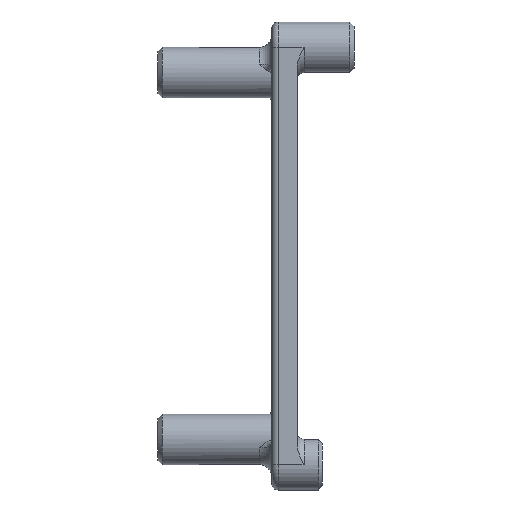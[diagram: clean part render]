
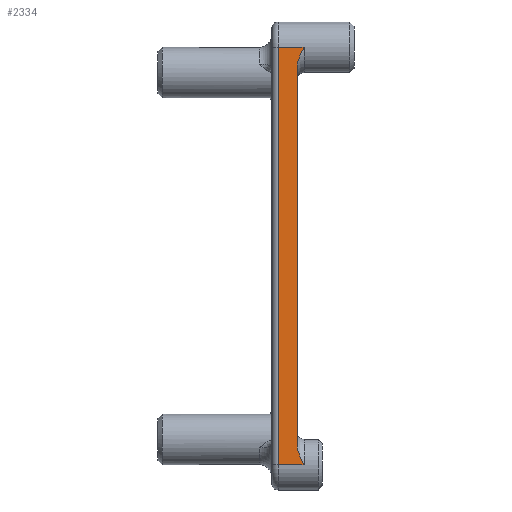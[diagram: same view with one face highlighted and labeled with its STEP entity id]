
A CAD part, left-side view. The second image highlights one B-rep face of the part: STEP entity #2334.
In plain terms, the highlighted planar face has unit normal (-1, 0, 0).
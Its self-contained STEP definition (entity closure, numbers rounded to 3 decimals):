
#118=PLANE('',#2670);
#148=B_SPLINE_CURVE_WITH_KNOTS('',3,(#4404,#4405,#4406,#4407),
 .UNSPECIFIED.,.F.,.F.,(4,4),(0.,0.322),.UNSPECIFIED.);
#149=B_SPLINE_CURVE_WITH_KNOTS('',3,(#4411,#4412,#4413,#4414),
 .UNSPECIFIED.,.F.,.F.,(4,4),(0.724,1.046),
 .UNSPECIFIED.);
#356=FACE_OUTER_BOUND('',#528,.T.);
#528=EDGE_LOOP('',(#2175,#2176,#2177,#2178,#2179,#2180));
#548=LINE('',#3626,#672);
#550=LINE('',#3640,#674);
#607=LINE('',#4447,#731);
#636=LINE('',#4591,#760);
#672=VECTOR('',#2770,10.);
#674=VECTOR('',#2786,10.);
#731=VECTOR('',#3133,10.);
#760=VECTOR('',#3326,10.);
#1003=VERTEX_POINT('',#3622);
#1004=VERTEX_POINT('',#3625);
#1008=VERTEX_POINT('',#3638);
#1009=VERTEX_POINT('',#3639);
#1108=VERTEX_POINT('',#4403);
#1109=VERTEX_POINT('',#4410);
#1213=EDGE_CURVE('',#1003,#1004,#548,.T.);
#1219=EDGE_CURVE('',#1008,#1009,#550,.T.);
#1374=EDGE_CURVE('',#1008,#1108,#148,.T.);
#1376=EDGE_CURVE('',#1109,#1003,#149,.T.);
#1393=EDGE_CURVE('',#1108,#1109,#607,.T.);
#1468=EDGE_CURVE('',#1004,#1009,#636,.T.);
#2175=ORIENTED_EDGE('',*,*,#1468,.F.);
#2176=ORIENTED_EDGE('',*,*,#1213,.F.);
#2177=ORIENTED_EDGE('',*,*,#1376,.F.);
#2178=ORIENTED_EDGE('',*,*,#1393,.F.);
#2179=ORIENTED_EDGE('',*,*,#1374,.F.);
#2180=ORIENTED_EDGE('',*,*,#1219,.T.);
#2334=ADVANCED_FACE('',(#356),#118,.T.);
#2670=AXIS2_PLACEMENT_3D('',#4667,#3439,#3440);
#2770=DIRECTION('',(0.,1.,0.));
#2786=DIRECTION('',(0.,1.,0.));
#3133=DIRECTION('',(0.,0.,-1.));
#3326=DIRECTION('',(0.,0.,1.));
#3439=DIRECTION('center_axis',(-1.,0.,0.));
#3440=DIRECTION('ref_axis',(0.,0.,1.));
#3622=CARTESIAN_POINT('',(0.,-1.1,4.));
#3625=CARTESIAN_POINT('',(0.,3.,4.));
#3626=CARTESIAN_POINT('',(0.,0.,4.));
#3638=CARTESIAN_POINT('',(0.,-1.1,70.));
#3639=CARTESIAN_POINT('',(0.,3.,70.));
#3640=CARTESIAN_POINT('',(0.,0.,70.));
#4403=CARTESIAN_POINT('',(0.,0.,66.836));
#4404=CARTESIAN_POINT('Ctrl Pts',(0.,-1.1,70.));
#4405=CARTESIAN_POINT('Ctrl Pts',(0.,-0.601,69.049));
#4406=CARTESIAN_POINT('Ctrl Pts',(0.,0.,67.91));
#4407=CARTESIAN_POINT('Ctrl Pts',(0.,0.,66.836));
#4410=CARTESIAN_POINT('',(0.,0.,7.164));
#4411=CARTESIAN_POINT('Ctrl Pts',(0.,0.,7.164));
#4412=CARTESIAN_POINT('Ctrl Pts',(0.,0.,6.09));
#4413=CARTESIAN_POINT('Ctrl Pts',(0.,-0.601,4.951));
#4414=CARTESIAN_POINT('Ctrl Pts',(0.,-1.1,4.));
#4447=CARTESIAN_POINT('',(0.,0.,74.));
#4591=CARTESIAN_POINT('',(0.,3.,20.5));
#4667=CARTESIAN_POINT('Origin',(0.,0.,4.));
